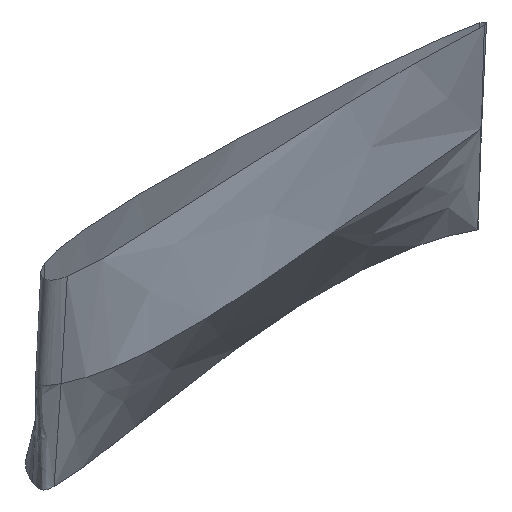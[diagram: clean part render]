
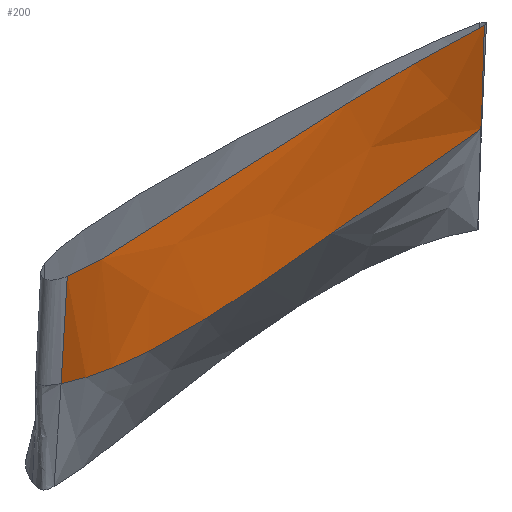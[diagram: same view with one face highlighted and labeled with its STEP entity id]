
A CAD part, isometric view. The second image highlights one B-rep face of the part: STEP entity #200.
In plain terms, the highlighted free-form (B-spline) face has degree [3, 1] with [4, 2] control points.
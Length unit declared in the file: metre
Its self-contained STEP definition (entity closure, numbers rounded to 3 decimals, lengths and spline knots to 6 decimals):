
#169 = CARTESIAN_POINT ( 'Control Point', ( 0.0263, -0.025, 0.2 ) ) ;
#170 = CARTESIAN_POINT ( 'Control Point', ( 0.1813, -0.103296, 0.2 ) ) ;
#171 = CARTESIAN_POINT ( 'Control Point', ( 0.5343, -0.039438, 0.2 ) ) ;
#172 = CARTESIAN_POINT ( 'Control Point', ( 0.9873, -0.001, 0.2 ) ) ;
#173 = CARTESIAN_POINT ( 'Control Point', ( 0.040009, -0.024986, 0.4 ) ) ;
#174 = CARTESIAN_POINT ( 'Control Point', ( 0.16, -0.048267, 0.4 ) ) ;
#175 = CARTESIAN_POINT ( 'Control Point', ( 0.590004, 0.015604, 0.4 ) ) ;
#176 = CARTESIAN_POINT ( 'Control Point', ( 0.990004, -0.005009, 0.4 ) ) ;
#177 = VERTEX_POINT ( 'End point ss', #169 ) ;
#178 = VERTEX_POINT ( 'End point ss', #173 ) ;
#179 = VERTEX_POINT ( 'End point ss', #172 ) ;
#180 = VERTEX_POINT ( 'End point ss', #176 ) ;
#184 = DIRECTION ( '1 le_ss', ( 0.068, 0., 0.998 ) );
#192 = DIRECTION ( '1 te_ss', ( 0.014, -0.02, 1. ) );
#185 = VECTOR ( 'NONE', #184, 1. ) ;
#193 = VECTOR ( 'NONE', #192, 1. ) ;
#181 = B_SPLINE_CURVE_WITH_KNOTS ( '1 ss', 3, ( #169, #170, #171, #172 ), .UNSPECIFIED., .F., .F., ( 4, 4 ), ( 0, 0.968717 ), .UNSPECIFIED. ) ;
#186 = LINE ( 'NONE', #169, #185 ) ;
#189 = B_SPLINE_CURVE_WITH_KNOTS ( '2 ss', 3, ( #173, #174, #175, #176 ), .UNSPECIFIED., .F., .F., ( 4, 4 ), ( 0, 0.951071 ), .UNSPECIFIED. ) ;
#194 = LINE ( 'NONE', #172, #193 ) ;
#182 = EDGE_CURVE ( 'spline 1 ss', #177, #179, #181, .T. ) ;
#187 = EDGE_CURVE ( 'line 1 le_ss', #177, #178, #186, .T. ) ;
#190 = EDGE_CURVE ( 'spline 2 ss', #178, #180, #189, .T. ) ;
#195 = EDGE_CURVE ( 'line 1 te_ss', #179, #180, #194, .T. ) ;
#183 = ORIENTED_EDGE ( 'spline 1 ss', *, *, #182, .F. ) ;
#188 = ORIENTED_EDGE ( 'line 1 le_ss', *, *, #187, .T. ) ;
#191 = ORIENTED_EDGE ( 'spline 2 ss', *, *, #190, .T. ) ;
#196 = ORIENTED_EDGE ( 'line 1 te_ss', *, *, #195, .T. ) ;
#197 = B_SPLINE_SURFACE_WITH_KNOTS ( 'ss b-spline surface', 3, 1, ( ( #169, #173 ), ( #170, #174 ), ( #171, #175 ), ( #172, #176 )),.UNSPECIFIED., .F., .F., .F.,( 4, 4 ),( 2, 2 ),( 0, 0.968717 ),( 0, 0.200469 ),.UNSPECIFIED. );
#198 = EDGE_LOOP ( 'ss surface', ( #183, #188, #191, #196 ) ) ;
#199 = FACE_OUTER_BOUND ( 'ss surface', #198, .T. ) ;
#200 = ADVANCED_FACE ( 'ss surface', ( #199 ), #197, .T. ) ;
